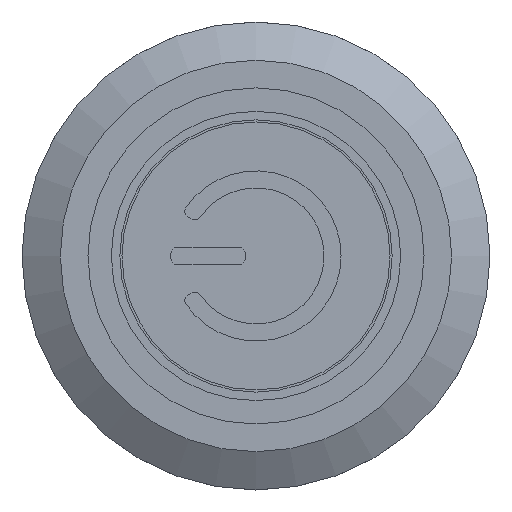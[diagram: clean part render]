
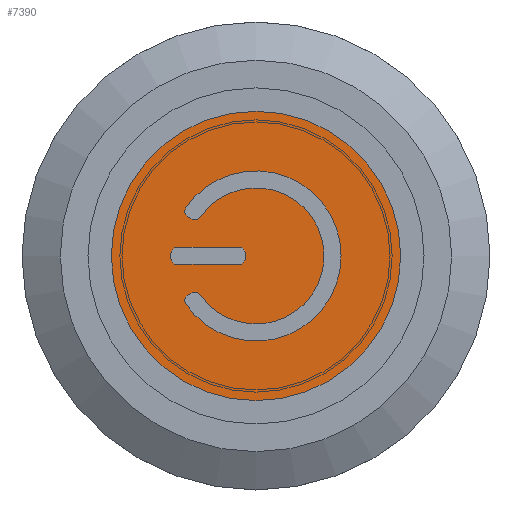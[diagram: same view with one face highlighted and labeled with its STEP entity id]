
A CAD part, top view. The second image highlights one B-rep face of the part: STEP entity #7390.
In plain terms, the highlighted face is planar.
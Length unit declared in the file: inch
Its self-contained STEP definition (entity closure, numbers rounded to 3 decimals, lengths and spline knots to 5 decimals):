
#117=FACE_BOUND('',#1324,.T.);
#118=FACE_BOUND('',#1325,.T.);
#559=PLANE('',#8001);
#896=FACE_OUTER_BOUND('',#1323,.T.);
#1323=EDGE_LOOP('',(#6388));
#1324=EDGE_LOOP('',(#6389,#6390,#6391,#6392,#6393,#6394,#6395,#6396));
#1325=EDGE_LOOP('',(#6397,#6398,#6399,#6400,#6401,#6402,#6403,#6404));
#1665=CIRCLE('',#7959,0.01102);
#1666=CIRCLE('',#7960,0.15748);
#1667=CIRCLE('',#7961,0.01102);
#1668=CIRCLE('',#7962,0.01102);
#1669=CIRCLE('',#7963,0.12598);
#1670=CIRCLE('',#7964,0.01102);
#1671=CIRCLE('',#7966,0.01102);
#1672=CIRCLE('',#7967,0.01102);
#1673=CIRCLE('',#7968,0.01102);
#1674=CIRCLE('',#7969,0.01102);
#1676=CIRCLE('',#7972,0.26772);
#2319=LINE('',#12511,#2929);
#2320=LINE('',#12519,#2930);
#2321=LINE('',#12530,#2931);
#2322=LINE('',#12534,#2932);
#2323=LINE('',#12538,#2933);
#2324=LINE('',#12541,#2934);
#2929=VECTOR('',#9632,0.3937);
#2930=VECTOR('',#9639,0.3937);
#2931=VECTOR('',#9650,0.3937);
#2932=VECTOR('',#9653,0.3937);
#2933=VECTOR('',#9656,0.3937);
#2934=VECTOR('',#9659,0.3937);
#3548=VERTEX_POINT('',#12509);
#3549=VERTEX_POINT('',#12510);
#3550=VERTEX_POINT('',#12512);
#3551=VERTEX_POINT('',#12514);
#3552=VERTEX_POINT('',#12516);
#3553=VERTEX_POINT('',#12518);
#3554=VERTEX_POINT('',#12520);
#3555=VERTEX_POINT('',#12522);
#3556=VERTEX_POINT('',#12526);
#3557=VERTEX_POINT('',#12527);
#3558=VERTEX_POINT('',#12529);
#3559=VERTEX_POINT('',#12531);
#3560=VERTEX_POINT('',#12533);
#3561=VERTEX_POINT('',#12535);
#3562=VERTEX_POINT('',#12537);
#3563=VERTEX_POINT('',#12539);
#3565=VERTEX_POINT('',#12545);
#4532=EDGE_CURVE('',#3548,#3549,#2319,.T.);
#4533=EDGE_CURVE('',#3550,#3548,#1665,.T.);
#4534=EDGE_CURVE('',#3551,#3550,#1666,.T.);
#4535=EDGE_CURVE('',#3552,#3551,#1667,.T.);
#4536=EDGE_CURVE('',#3553,#3552,#2320,.T.);
#4537=EDGE_CURVE('',#3554,#3553,#1668,.T.);
#4538=EDGE_CURVE('',#3555,#3554,#1669,.T.);
#4539=EDGE_CURVE('',#3549,#3555,#1670,.T.);
#4540=EDGE_CURVE('',#3556,#3557,#1671,.T.);
#4541=EDGE_CURVE('',#3558,#3556,#2321,.T.);
#4542=EDGE_CURVE('',#3559,#3558,#1672,.T.);
#4543=EDGE_CURVE('',#3560,#3559,#2322,.T.);
#4544=EDGE_CURVE('',#3561,#3560,#1673,.T.);
#4545=EDGE_CURVE('',#3562,#3561,#2323,.T.);
#4546=EDGE_CURVE('',#3563,#3562,#1674,.T.);
#4547=EDGE_CURVE('',#3557,#3563,#2324,.T.);
#4549=EDGE_CURVE('',#3565,#3565,#1676,.T.);
#6388=ORIENTED_EDGE('',*,*,#4549,.F.);
#6389=ORIENTED_EDGE('',*,*,#4534,.T.);
#6390=ORIENTED_EDGE('',*,*,#4533,.T.);
#6391=ORIENTED_EDGE('',*,*,#4532,.T.);
#6392=ORIENTED_EDGE('',*,*,#4539,.T.);
#6393=ORIENTED_EDGE('',*,*,#4538,.T.);
#6394=ORIENTED_EDGE('',*,*,#4537,.T.);
#6395=ORIENTED_EDGE('',*,*,#4536,.T.);
#6396=ORIENTED_EDGE('',*,*,#4535,.T.);
#6397=ORIENTED_EDGE('',*,*,#4542,.T.);
#6398=ORIENTED_EDGE('',*,*,#4541,.T.);
#6399=ORIENTED_EDGE('',*,*,#4540,.T.);
#6400=ORIENTED_EDGE('',*,*,#4547,.T.);
#6401=ORIENTED_EDGE('',*,*,#4546,.T.);
#6402=ORIENTED_EDGE('',*,*,#4545,.T.);
#6403=ORIENTED_EDGE('',*,*,#4544,.T.);
#6404=ORIENTED_EDGE('',*,*,#4543,.T.);
#7390=ADVANCED_FACE('',(#896,#117,#118),#559,.F.);
#7959=AXIS2_PLACEMENT_3D('',#12513,#9633,#9634);
#7960=AXIS2_PLACEMENT_3D('',#12515,#9635,#9636);
#7961=AXIS2_PLACEMENT_3D('',#12517,#9637,#9638);
#7962=AXIS2_PLACEMENT_3D('',#12521,#9640,#9641);
#7963=AXIS2_PLACEMENT_3D('',#12523,#9642,#9643);
#7964=AXIS2_PLACEMENT_3D('',#12524,#9644,#9645);
#7966=AXIS2_PLACEMENT_3D('',#12528,#9648,#9649);
#7967=AXIS2_PLACEMENT_3D('',#12532,#9651,#9652);
#7968=AXIS2_PLACEMENT_3D('',#12536,#9654,#9655);
#7969=AXIS2_PLACEMENT_3D('',#12540,#9657,#9658);
#7972=AXIS2_PLACEMENT_3D('',#12546,#9664,#9665);
#8001=AXIS2_PLACEMENT_3D('',#12600,#9731,#9732);
#9632=DIRECTION('',(0.866,0.5,0.));
#9633=DIRECTION('center_axis',(0.,0.,
-1.));
#9634=DIRECTION('ref_axis',(-0.5,0.866,0.));
#9635=DIRECTION('center_axis',(0.,0.,
-1.));
#9636=DIRECTION('ref_axis',(-0.826,-0.564,0.));
#9637=DIRECTION('center_axis',(0.,0.,
-1.));
#9638=DIRECTION('ref_axis',(-0.826,0.564,0.));
#9639=DIRECTION('',(-0.866,0.5,0.));
#9640=DIRECTION('center_axis',(0.,0.,
-1.));
#9641=DIRECTION('ref_axis',(-0.5,-0.866,0.));
#9642=DIRECTION('center_axis',(0.,0.,
1.));
#9643=DIRECTION('ref_axis',(0.823,0.568,0.));
#9644=DIRECTION('center_axis',(0.,0.,
-1.));
#9645=DIRECTION('ref_axis',(0.823,0.568,0.));
#9648=DIRECTION('center_axis',(0.,0.,
-1.));
#9649=DIRECTION('ref_axis',(0.,1.,0.));
#9650=DIRECTION('',(0.,1.,0.));
#9651=DIRECTION('center_axis',(0.,0.,
-1.));
#9652=DIRECTION('ref_axis',(-1.,0.,0.));
#9653=DIRECTION('',(-1.,0.,0.));
#9654=DIRECTION('center_axis',(0.,0.,
-1.));
#9655=DIRECTION('ref_axis',(0.,-1.,0.));
#9656=DIRECTION('',(0.,-1.,0.));
#9657=DIRECTION('center_axis',(0.,0.,
-1.));
#9658=DIRECTION('ref_axis',(1.,0.,0.));
#9659=DIRECTION('',(1.,0.,0.));
#9664=DIRECTION('center_axis',(0.,0.,
-1.));
#9665=DIRECTION('ref_axis',(-1.,0.,0.));
#9731=DIRECTION('center_axis',(0.,0.,
-1.));
#9732=DIRECTION('ref_axis',(-1.,0.,0.));
#12509=CARTESIAN_POINT('',(-0.12648,-0.07302,0.81496));
#12510=CARTESIAN_POINT('',(-0.11827,-0.06828,0.81496));
#12511=CARTESIAN_POINT('',(-0.05913,-0.03414,0.81496));
#12512=CARTESIAN_POINT('',(-0.13007,-0.08878,0.81496));
#12513=CARTESIAN_POINT('Origin',(-0.12096,-0.08257,
0.81496));
#12514=CARTESIAN_POINT('',(-0.13007,0.08878,0.81496));
#12515=CARTESIAN_POINT('Origin',(0.,0.,
0.81496));
#12516=CARTESIAN_POINT('',(-0.12648,0.07302,0.81496));
#12517=CARTESIAN_POINT('Origin',(-0.12096,0.08257,
0.81496));
#12518=CARTESIAN_POINT('',(-0.11827,0.06828,0.81496));
#12519=CARTESIAN_POINT('',(-0.06324,0.03651,0.81496));
#12520=CARTESIAN_POINT('',(-0.10368,0.07157,0.81496));
#12521=CARTESIAN_POINT('Origin',(-0.11276,0.07783,
0.81496));
#12522=CARTESIAN_POINT('',(-0.10368,-0.07157,0.81496));
#12523=CARTESIAN_POINT('Origin',(0.,0.,
0.81496));
#12524=CARTESIAN_POINT('Origin',(-0.11276,-0.07783,
0.81496));
#12526=CARTESIAN_POINT('',(-0.15748,0.00472,0.81496));
#12527=CARTESIAN_POINT('',(-0.14646,0.01575,0.81496));
#12528=CARTESIAN_POINT('Origin',(-0.14646,0.00472,
0.81496));
#12529=CARTESIAN_POINT('',(-0.15748,-0.00472,0.81496));
#12530=CARTESIAN_POINT('',(-0.15748,0.00236,0.81496));
#12531=CARTESIAN_POINT('',(-0.14646,-0.01575,0.81496));
#12532=CARTESIAN_POINT('Origin',(-0.14646,-0.00472,
0.81496));
#12533=CARTESIAN_POINT('',(-0.03071,-0.01575,0.81496));
#12534=CARTESIAN_POINT('',(-0.07323,-0.01575,0.81496));
#12535=CARTESIAN_POINT('',(-0.01969,-0.00472,0.81496));
#12536=CARTESIAN_POINT('Origin',(-0.03071,-0.00472,
0.81496));
#12537=CARTESIAN_POINT('',(-0.01969,0.00472,0.81496));
#12538=CARTESIAN_POINT('',(-0.01969,-0.00236,0.81496));
#12539=CARTESIAN_POINT('',(-0.03071,0.01575,0.81496));
#12540=CARTESIAN_POINT('Origin',(-0.03071,0.00472,
0.81496));
#12541=CARTESIAN_POINT('',(-0.01535,0.01575,0.81496));
#12545=CARTESIAN_POINT('',(0.26772,0.,0.81496));
#12546=CARTESIAN_POINT('Origin',(0.,0.,
0.81496));
#12600=CARTESIAN_POINT('Origin',(0.,0.,
0.81496));
